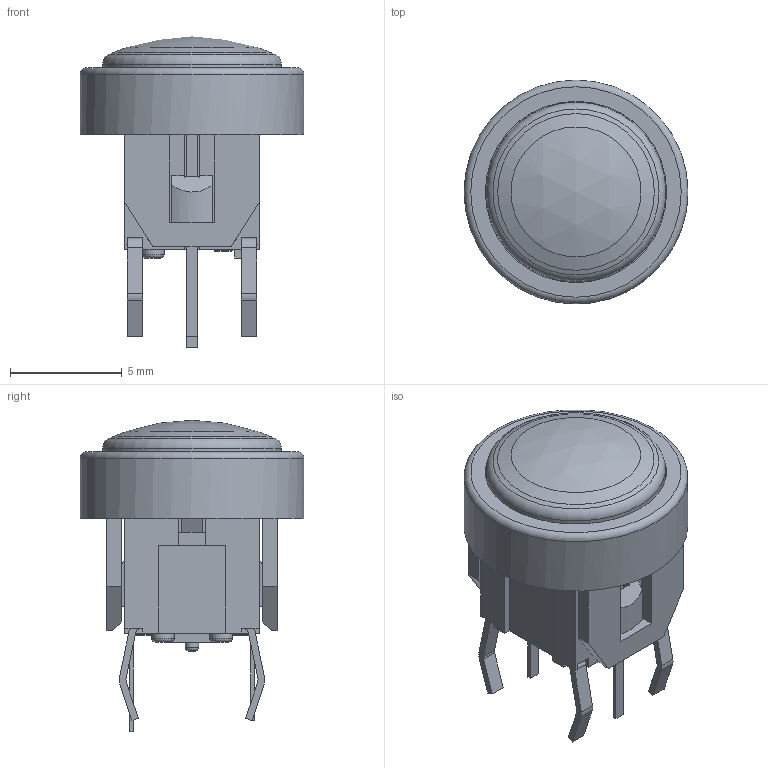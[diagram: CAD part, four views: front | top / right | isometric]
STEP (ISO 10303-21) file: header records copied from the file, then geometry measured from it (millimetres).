
FILE_DESCRIPTION(/* description */ ('','CAx-IF Rec.Pracs.---Representation and Presentation of Product Manufacturing Information (PMI)---4.0---2014-10-13'),/* implementation_level */ '2;1');
FILE_NAME(/* name */ 'TL1220R2BBBxHALO.stp',/* time_stamp */ '2019-06-25T09:28:01-05:00',/* author */ ('mwilliams'),/* organization */ (''),/* preprocessor_version */ 'ST-DEVELOPER v17',/* originating_system */ 'Autodesk Inventor 2018',/* authorisation */ '');
FILE_SCHEMA (('AP242_MANAGED_MODEL_BASED_3D_ENGINEERING_MIM_LF { 1 0 10303 442 1 1 4 }'));
Length unit declared in the file: millimetre
Products named in the file (1): TL1220R2BBBxHALO
Bounding box: 10 x 10 x 13.9 mm (x, y, z)
Volume: 364.8 mm3; surface area: 1118.3 mm2
Topology: 1 solids, 1 shells, 419 faces, 1217 edges, 783 vertices
Faces by surface type: plane 335, cylinder 75, torus 4, sphere 3, cone 1, bspline 1
Full cylindrical faces by diameter (mm): 1 x3, 3.7 x1, 8 x1, 8.1 x1, 10 x1
Entity records: 13845 total; most frequent: CARTESIAN_POINT 2491, ORIENTED_EDGE 2434, DIRECTION 2247, EDGE_CURVE 1217, LINE 1055, VECTOR 1055, VERTEX_POINT 783, AXIS2_PLACEMENT_3D 600
